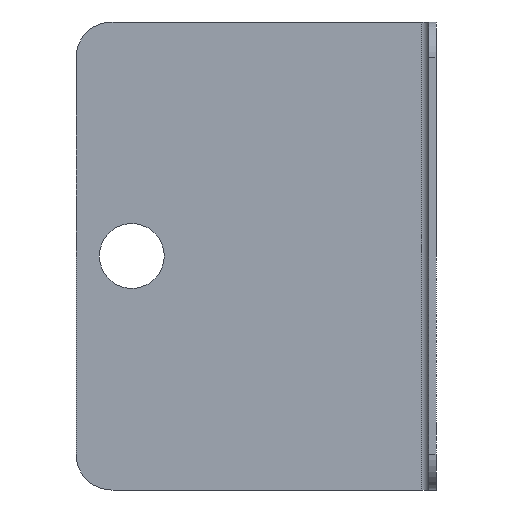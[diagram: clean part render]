
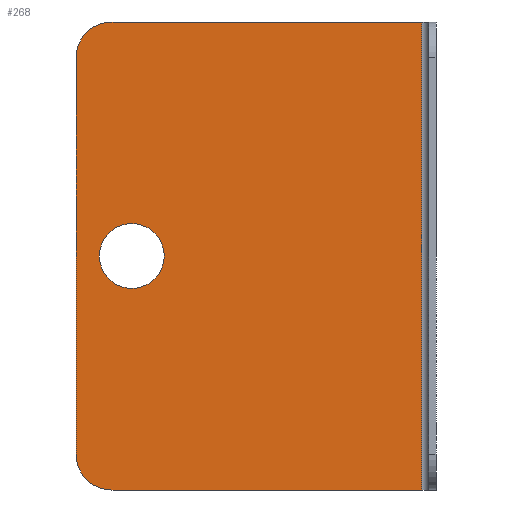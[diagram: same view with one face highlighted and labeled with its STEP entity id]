
A CAD part, left-side view. The second image highlights one B-rep face of the part: STEP entity #268.
In plain terms, the highlighted planar face has unit normal (-1, 0, 0).
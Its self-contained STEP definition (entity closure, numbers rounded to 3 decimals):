
#14 = CARTESIAN_POINT ( 'NONE',  ( -2., 84.5, 65. ) ) ;
#15 = ORIENTED_EDGE ( 'NONE', *, *, #183, .T. ) ;
#22 = EDGE_CURVE ( 'NONE', #449, #49, #519, .T. ) ;
#25 = FACE_OUTER_BOUND ( 'NONE', #99, .T. ) ;
#28 = DIRECTION ( 'NONE',  ( 0., 1., 0. ) ) ;
#49 = VERTEX_POINT ( 'NONE', #720 ) ;
#54 = VERTEX_POINT ( 'NONE', #261 ) ;
#58 = CIRCLE ( 'NONE', #688, 9. ) ;
#64 = DIRECTION ( 'NONE',  ( 0., -1., 0. ) ) ;
#65 = EDGE_CURVE ( 'NONE', #104, #82, #98, .T. ) ;
#73 = VERTEX_POINT ( 'NONE', #91 ) ;
#82 = VERTEX_POINT ( 'NONE', #330 ) ;
#91 = CARTESIAN_POINT ( 'NONE',  ( -2., 90., 130. ) ) ;
#98 = LINE ( 'NONE', #489, #548 ) ;
#99 = EDGE_LOOP ( 'NONE', ( #639, #15, #132, #316, #539, #544 ) ) ;
#104 = VERTEX_POINT ( 'NONE', #278 ) ;
#106 = DIRECTION ( 'NONE',  ( 0., 1., 0. ) ) ;
#130 = EDGE_CURVE ( 'NONE', #73, #522, #676, .T. ) ;
#132 = ORIENTED_EDGE ( 'NONE', *, *, #65, .T. ) ;
#179 = CARTESIAN_POINT ( 'NONE',  ( -2., 90., 10. ) ) ;
#180 = ORIENTED_EDGE ( 'NONE', *, *, #221, .T. ) ;
#183 = EDGE_CURVE ( 'NONE', #54, #104, #406, .T. ) ;
#193 = FACE_BOUND ( 'NONE', #507, .T. ) ;
#208 = LINE ( 'NONE', #716, #620 ) ;
#217 = CARTESIAN_POINT ( 'NONE',  ( -2., 84.5, 65. ) ) ;
#221 = EDGE_CURVE ( 'NONE', #49, #449, #58, .T. ) ;
#261 = CARTESIAN_POINT ( 'NONE',  ( -2., 100., 10. ) ) ;
#263 = CARTESIAN_POINT ( 'NONE',  ( -2., 4., 130. ) ) ;
#268 = ADVANCED_FACE ( 'NONE', ( #193, #25 ), #434, .F. ) ;
#275 = VERTEX_POINT ( 'NONE', #483 ) ;
#277 = CARTESIAN_POINT ( 'NONE',  ( -2., 100., 130. ) ) ;
#278 = CARTESIAN_POINT ( 'NONE',  ( -2., 90., 0. ) ) ;
#312 = VECTOR ( 'NONE', #64, 1000. ) ;
#313 = VECTOR ( 'NONE', #451, 1000. ) ;
#316 = ORIENTED_EDGE ( 'NONE', *, *, #556, .F. ) ;
#330 = CARTESIAN_POINT ( 'NONE',  ( -2., 4., 0. ) ) ;
#341 = DIRECTION ( 'NONE',  ( -1., 0., 0. ) ) ;
#349 = AXIS2_PLACEMENT_3D ( 'NONE', #663, #341, #106 ) ;
#368 = EDGE_CURVE ( 'NONE', #73, #275, #666, .T. ) ;
#370 = AXIS2_PLACEMENT_3D ( 'NONE', #537, #704, #28 ) ;
#376 = EDGE_CURVE ( 'NONE', #275, #54, #509, .T. ) ;
#378 = DIRECTION ( 'NONE',  ( 0., 1., 0. ) ) ;
#393 = DIRECTION ( 'NONE',  ( 1., 0., 0. ) ) ;
#398 = DIRECTION ( 'NONE',  ( 1., 0., 0. ) ) ;
#406 = CIRCLE ( 'NONE', #641, 10. ) ;
#411 = DIRECTION ( 'NONE',  ( 0., 1., 0. ) ) ;
#434 = PLANE ( 'NONE',  #370 ) ;
#449 = VERTEX_POINT ( 'NONE', #472 ) ;
#451 = DIRECTION ( 'NONE',  ( 0., 0., -1. ) ) ;
#472 = CARTESIAN_POINT ( 'NONE',  ( -2., 93.5, 65. ) ) ;
#474 = DIRECTION ( 'NONE',  ( 0., 1., 0. ) ) ;
#483 = CARTESIAN_POINT ( 'NONE',  ( -2., 100., 120. ) ) ;
#489 = CARTESIAN_POINT ( 'NONE',  ( -2., 100., 0. ) ) ;
#491 = DIRECTION ( 'NONE',  ( 0., 0., -1. ) ) ;
#507 = EDGE_LOOP ( 'NONE', ( #600, #180 ) ) ;
#509 = LINE ( 'NONE', #277, #313 ) ;
#519 = CIRCLE ( 'NONE', #577, 9. ) ;
#522 = VERTEX_POINT ( 'NONE', #263 ) ;
#525 = CARTESIAN_POINT ( 'NONE',  ( -2., 100., 130. ) ) ;
#537 = CARTESIAN_POINT ( 'NONE',  ( -2., 100., 130. ) ) ;
#539 = ORIENTED_EDGE ( 'NONE', *, *, #130, .F. ) ;
#544 = ORIENTED_EDGE ( 'NONE', *, *, #368, .T. ) ;
#548 = VECTOR ( 'NONE', #714, 1000. ) ;
#556 = EDGE_CURVE ( 'NONE', #522, #82, #208, .T. ) ;
#577 = AXIS2_PLACEMENT_3D ( 'NONE', #217, #393, #378 ) ;
#600 = ORIENTED_EDGE ( 'NONE', *, *, #22, .T. ) ;
#620 = VECTOR ( 'NONE', #491, 1000. ) ;
#637 = DIRECTION ( 'NONE',  ( -1., 0., 0. ) ) ;
#639 = ORIENTED_EDGE ( 'NONE', *, *, #376, .T. ) ;
#641 = AXIS2_PLACEMENT_3D ( 'NONE', #179, #637, #411 ) ;
#663 = CARTESIAN_POINT ( 'NONE',  ( -2., 90., 120. ) ) ;
#666 = CIRCLE ( 'NONE', #349, 10. ) ;
#676 = LINE ( 'NONE', #525, #312 ) ;
#688 = AXIS2_PLACEMENT_3D ( 'NONE', #14, #398, #474 ) ;
#704 = DIRECTION ( 'NONE',  ( 1., 0., 0. ) ) ;
#714 = DIRECTION ( 'NONE',  ( 0., -1., 0. ) ) ;
#716 = CARTESIAN_POINT ( 'NONE',  ( -2., 4., 130. ) ) ;
#720 = CARTESIAN_POINT ( 'NONE',  ( -2., 75.5, 65. ) ) ;
